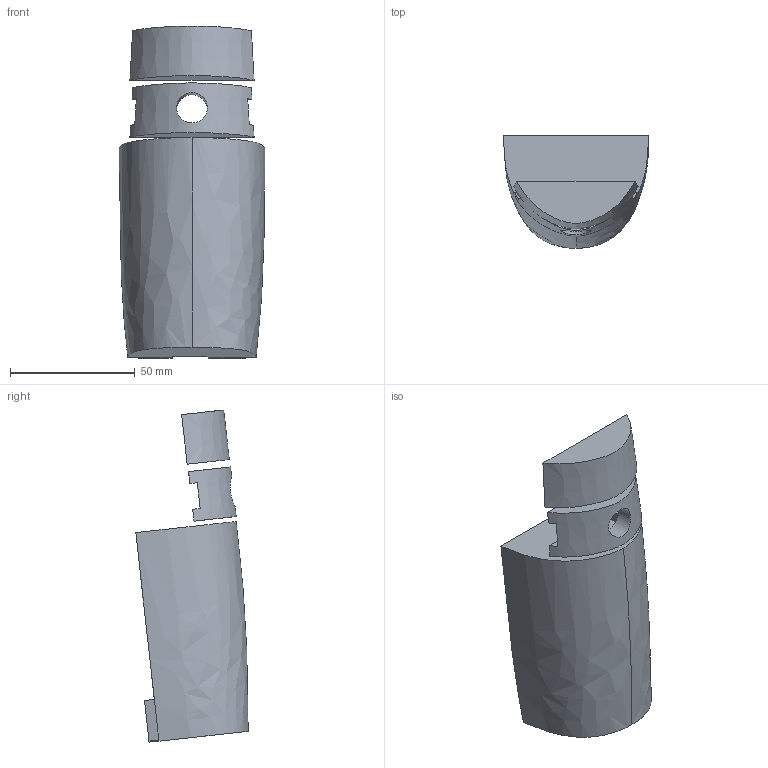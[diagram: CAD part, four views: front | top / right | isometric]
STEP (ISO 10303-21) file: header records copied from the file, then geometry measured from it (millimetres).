
FILE_DESCRIPTION(/* description */ (''),/* implementation_level */ '2;1');
FILE_NAME(/* name */ 'plane printed - for gopro mount v4.step',/* time_stamp */ '2022-03-18T10:54:48+01:00',/* author */ (''),/* organization */ (''),/* preprocessor_version */ 'ST-DEVELOPER v18.1',/* originating_system */ 'Autodesk Translation Framework v10.13.0.1454',/* authorisation */ '');
FILE_SCHEMA (('AUTOMOTIVE_DESIGN { 1 0 10303 214 3 1 1 }'));
Length unit declared in the file: millimetre
Products named in the file (3): plane printed - for gopro mount; Camera mount; GoPro mount
Assembly tree (2 placements, depth 2):
  plane printed - for gopro mount
    Camera mount
    GoPro mount
Bounding box: 58.5 x 45.08 x 133.2 mm (x, y, z)
Volume: 329360.2 mm3; surface area: 48895.6 mm2
Topology: 5 solids, 7 shells, 130 faces, 340 edges, 224 vertices
Faces by surface type: plane 109, bspline 15, cylinder 6
Full cylindrical faces by diameter (mm): 12.3 x2
Entity records: 4835 total; most frequent: CARTESIAN_POINT 1712, ORIENTED_EDGE 680, DIRECTION 528, EDGE_CURVE 340, LINE 268, VECTOR 268, VERTEX_POINT 224, EDGE_LOOP 134
